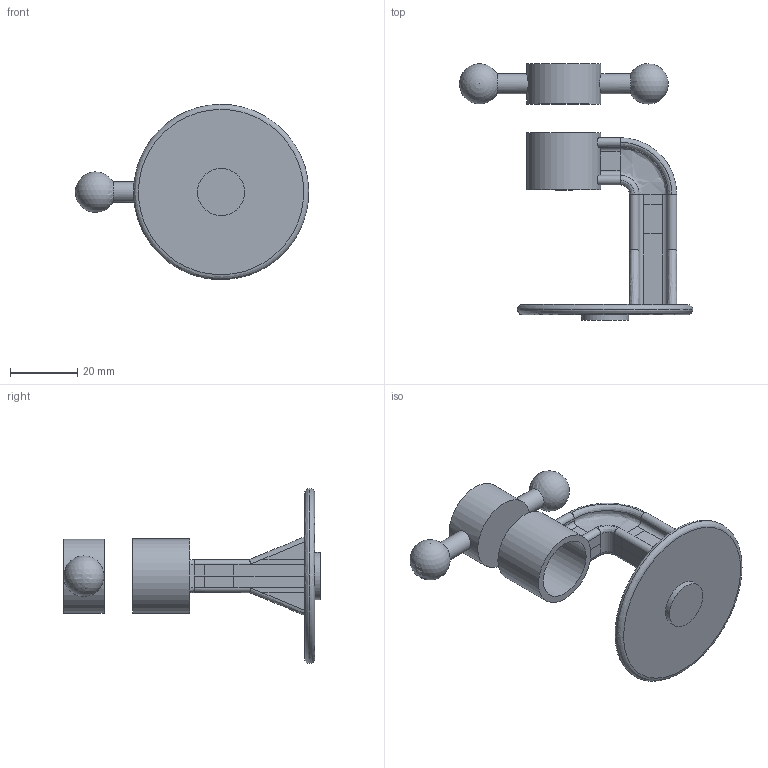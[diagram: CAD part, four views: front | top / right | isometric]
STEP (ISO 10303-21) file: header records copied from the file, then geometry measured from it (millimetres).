
FILE_DESCRIPTION(/* description */ (''),/* implementation_level */ '2;1');
FILE_NAME(/* name */ 'b60388af-bb0c-4359-a87a-3fbc5d903f89.stp',/* time_stamp */ '2017-12-20T10:05:22+00:00',/* author */ (''),/* organization */ (''),/* preprocessor_version */ 'ST-DEVELOPER v16.13',/* originating_system */ 'Autodesk Translation Framework v6.5.0.72',/* authorisation */ '');
FILE_SCHEMA (('AUTOMOTIVE_DESIGN { 1 0 10303 214 3 1 1 }'));
Length unit declared in the file: millimetre
Products named in the file (4): Clamp - Two part print; Screw accessory - Clamp; Camera screw accesory - CLAMP PART 2 update v1; Camera screw accesory - CLAMP PART 2 update
Assembly tree (3 placements, depth 3):
  Clamp - Two part print
    Screw accessory - Clamp
    Camera screw accesory - CLAMP PART 2 update v1
      Camera screw accesory - CLAMP PART 2 update
Bounding box: 69.22 x 76.18 x 51.96 mm (x, y, z)
Volume: 20225.5 mm3; surface area: 12874.2 mm2
Topology: 2 solids, 2 shells, 101 faces, 261 edges, 165 vertices
Faces by surface type: plane 59, cylinder 24, bspline 16, sphere 2
Full cylindrical faces by diameter (mm): 6 x2, 14 x1, 18 x1, 22 x2
Entity records: 3917 total; most frequent: CARTESIAN_POINT 1398, ORIENTED_EDGE 514, DIRECTION 491, EDGE_CURVE 257, LINE 171, VECTOR 171, VERTEX_POINT 165, AXIS2_PLACEMENT_3D 160
